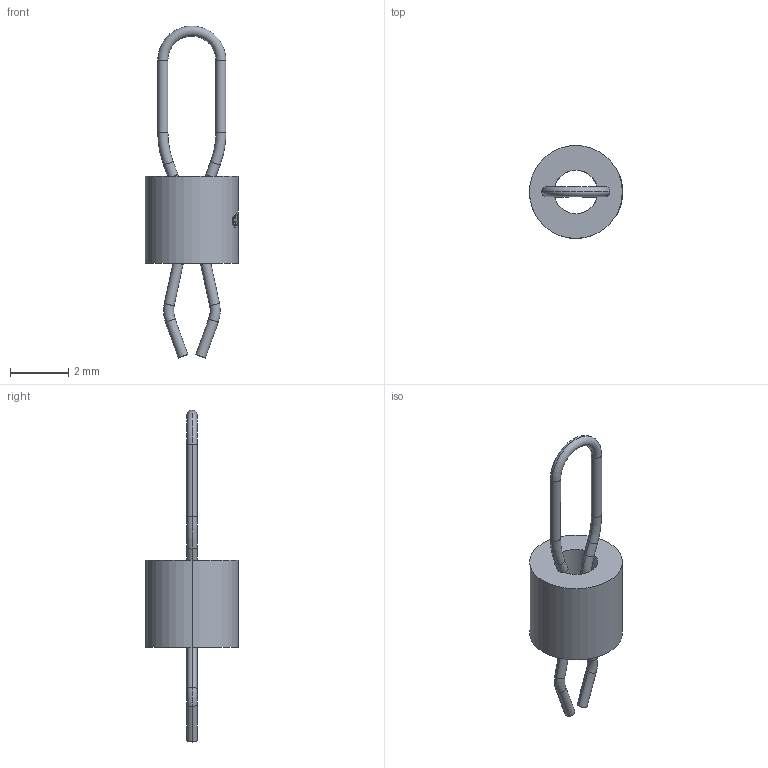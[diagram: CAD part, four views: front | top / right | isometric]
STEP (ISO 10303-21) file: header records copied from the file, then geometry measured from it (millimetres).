
FILE_DESCRIPTION (( 'STEP AP214' ), '1' );
FILE_NAME ('TESTPOINT-TH_BD3.2.step', '2022-08-04T09:10:56', ( '' ), ( '' ), 'SwSTEP 2.0', 'SolidWorks 2020', '' );
FILE_SCHEMA (( 'AUTOMOTIVE_DESIGN' ));
Length unit declared in the file: millimetre
Products named in the file (1): TESTPOINT-TH_BD3.2
Bounding box: 3.21 x 3.2 x 11.43 mm (x, y, z)
Volume: 21.1 mm3; surface area: 83.3 mm2
Topology: 1 solids, 1 shells, 327 faces, 870 edges, 568 vertices
Faces by surface type: bspline 135, plane 131, cylinder 43, torus 18
Entity records: 15144 total; most frequent: CARTESIAN_POINT 4490, ORIENTED_EDGE 1740, DIRECTION 983, EDGE_CURVE 870, VERTEX_POINT 568, B_SPLINE_CURVE_WITH_KNOTS 429, EDGE_LOOP 354, AXIS2_PLACEMENT_3D 353
